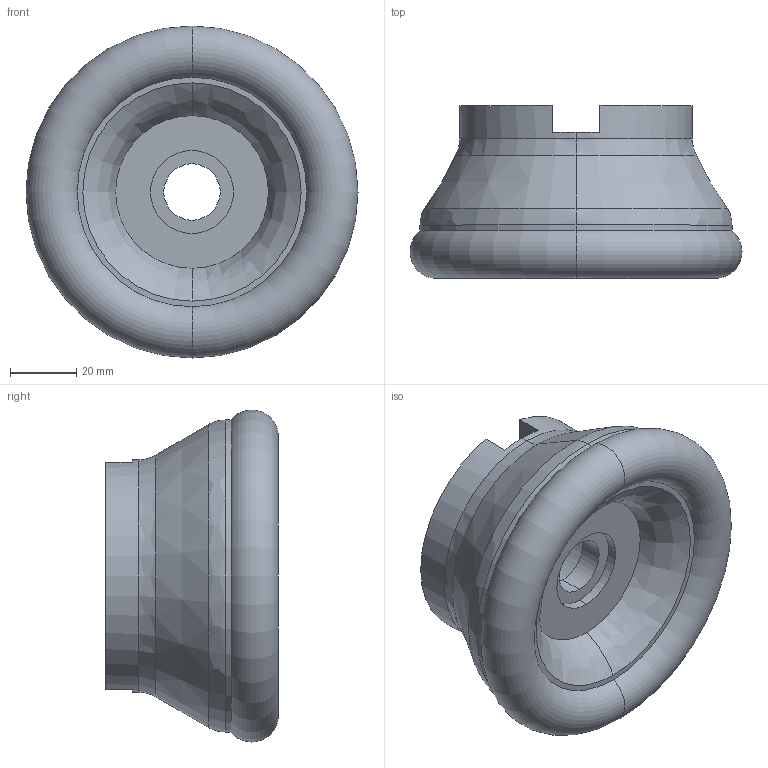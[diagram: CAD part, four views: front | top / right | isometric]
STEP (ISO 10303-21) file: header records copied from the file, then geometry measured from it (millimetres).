
FILE_DESCRIPTION (( 'STEP AP203' ), '1' );
FILE_NAME ('S808-100-52-07-16-.STEP', '2019-04-03T13:26:56', ( '' ), ( '' ), 'SwSTEP 2.0', 'SolidWorks 2018', '' );
FILE_SCHEMA (( 'CONFIG_CONTROL_DESIGN' ));
Length unit declared in the file: millimetre
Products named in the file (1): S808-100-52-07-16-
Bounding box: 99.99 x 52 x 99.99 mm (x, y, z)
Volume: 220256.4 mm3; surface area: 29776.7 mm2
Topology: 1 solids, 1 shells, 36 faces, 86 edges, 54 vertices
Faces by surface type: plane 14, cylinder 12, bspline 6, torus 2, cone 2
Entity records: 1207 total; most frequent: CARTESIAN_POINT 267, DIRECTION 198, ORIENTED_EDGE 172, EDGE_CURVE 86, AXIS2_PLACEMENT_3D 81, VERTEX_POINT 54, CIRCLE 50, EDGE_LOOP 40
